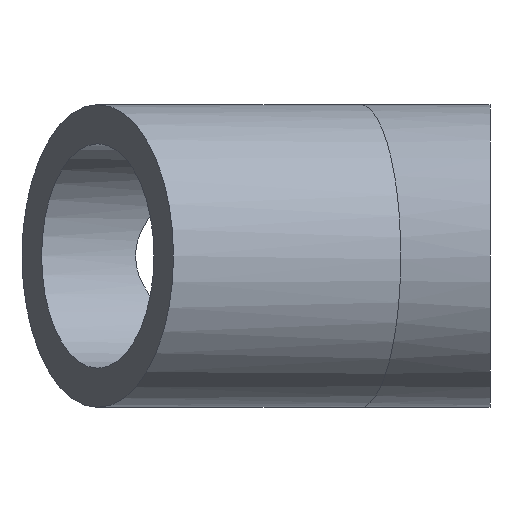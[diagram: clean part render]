
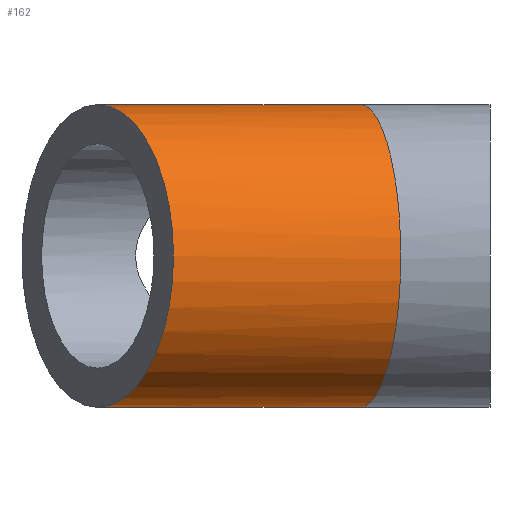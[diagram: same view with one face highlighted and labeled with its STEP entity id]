
A CAD part, left-side view. The second image highlights one B-rep face of the part: STEP entity #162.
In plain terms, the highlighted cylindrical face has radius 177.8 mm (diameter 355.6 mm), a full revolution.
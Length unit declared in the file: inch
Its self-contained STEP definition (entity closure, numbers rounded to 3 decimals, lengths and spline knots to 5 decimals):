
#27=FACE_OUTER_BOUND('',#37,.T.);
#37=EDGE_LOOP('',(#140,#141,#142,#143,#144,#145));
#47=CIRCLE('',#209,7.);
#53=LINE('',#312,#59);
#59=VECTOR('',#263,7.);
#66=ELLIPSE('',#198,14.,7.);
#67=ELLIPSE('',#199,14.,7.);
#69=ELLIPSE('',#207,7.24693,7.);
#76=VERTEX_POINT('',#289);
#78=VERTEX_POINT('',#292);
#79=VERTEX_POINT('',#294);
#83=VERTEX_POINT('',#311);
#94=EDGE_CURVE('',#78,#76,#66,.T.);
#95=EDGE_CURVE('',#79,#78,#67,.T.);
#103=EDGE_CURVE('',#79,#76,#69,.T.);
#104=EDGE_CURVE('',#78,#83,#53,.T.);
#105=EDGE_CURVE('',#83,#83,#47,.T.);
#140=ORIENTED_EDGE('',*,*,#95,.T.);
#141=ORIENTED_EDGE('',*,*,#104,.T.);
#142=ORIENTED_EDGE('',*,*,#105,.F.);
#143=ORIENTED_EDGE('',*,*,#104,.F.);
#144=ORIENTED_EDGE('',*,*,#94,.T.);
#145=ORIENTED_EDGE('',*,*,#103,.F.);
#155=CYLINDRICAL_SURFACE('',#208,7.);
#162=ADVANCED_FACE('',(#27),#155,.T.);
#198=AXIS2_PLACEMENT_3D('',#293,#238,#239);
#199=AXIS2_PLACEMENT_3D('',#295,#240,#241);
#207=AXIS2_PLACEMENT_3D('',#309,#259,#260);
#208=AXIS2_PLACEMENT_3D('',#310,#261,#262);
#209=AXIS2_PLACEMENT_3D('',#313,#264,#265);
#238=DIRECTION('center_axis',(-1.,0.,0.));
#239=DIRECTION('ref_axis',(0.,1.,0.));
#240=DIRECTION('center_axis',(-1.,0.,0.));
#241=DIRECTION('ref_axis',(0.,1.,0.));
#259=DIRECTION('center_axis',(0.259,-0.966,0.));
#260=DIRECTION('ref_axis',(-0.966,-0.259,0.));
#261=DIRECTION('center_axis',(0.5,-0.866,0.));
#262=DIRECTION('ref_axis',(-0.866,-0.5,0.));
#263=DIRECTION('',(-0.5,0.866,0.));
#264=DIRECTION('center_axis',(-0.5,0.866,0.));
#265=DIRECTION('ref_axis',(-0.866,-0.5,0.));
#289=CARTESIAN_POINT('',(0.,6.,-7.));
#292=CARTESIAN_POINT('',(0.,20.,0.));
#293=CARTESIAN_POINT('Origin',(0.,6.,0.));
#294=CARTESIAN_POINT('',(0.,6.,7.));
#295=CARTESIAN_POINT('Origin',(0.,6.,0.));
#309=CARTESIAN_POINT('Origin',(0.,6.,0.));
#310=CARTESIAN_POINT('Origin',(-7.,18.12436,0.));
#311=CARTESIAN_POINT('',(-0.93782,21.62436,0.));
#312=CARTESIAN_POINT('',(-0.93782,21.62436,0.));
#313=CARTESIAN_POINT('Origin',(-7.,18.12436,0.));
